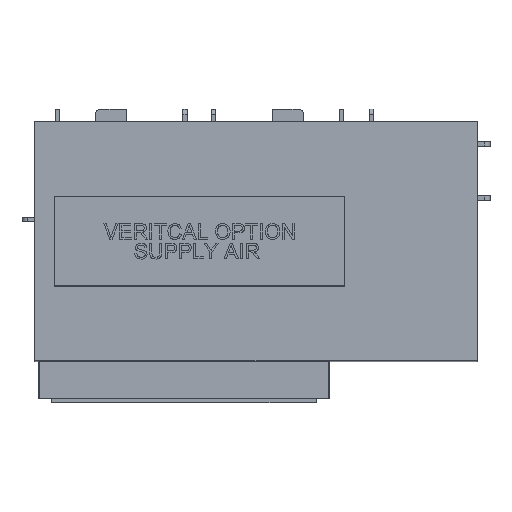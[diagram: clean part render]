
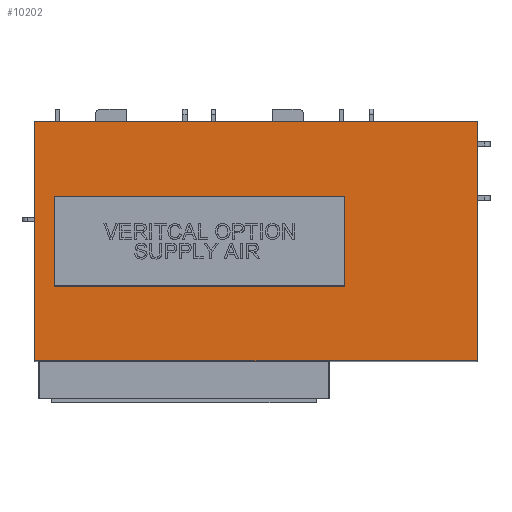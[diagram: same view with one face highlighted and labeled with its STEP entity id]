
A CAD part, top view. The second image highlights one B-rep face of the part: STEP entity #10202.
In plain terms, the highlighted planar face has unit normal (0, 0, 1).
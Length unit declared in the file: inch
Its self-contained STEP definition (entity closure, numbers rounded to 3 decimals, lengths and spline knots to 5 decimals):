
#200=LINE('',#15215,#1057);
#201=LINE('',#15218,#1058);
#202=LINE('',#15220,#1059);
#203=LINE('',#15222,#1060);
#204=LINE('',#15223,#1061);
#205=LINE('',#15226,#1062);
#206=LINE('',#15228,#1063);
#207=LINE('',#15230,#1064);
#1057=VECTOR('',#11530,39.37008);
#1058=VECTOR('',#11531,39.37008);
#1059=VECTOR('',#11532,39.37008);
#1060=VECTOR('',#11533,39.37008);
#1061=VECTOR('',#11534,39.37008);
#1062=VECTOR('',#11535,39.37008);
#1063=VECTOR('',#11536,39.37008);
#1064=VECTOR('',#11537,39.37008);
#2245=ORIENTED_EDGE('',*,*,#5317,.F.);
#2246=ORIENTED_EDGE('',*,*,#5318,.F.);
#2247=ORIENTED_EDGE('',*,*,#5319,.T.);
#2248=ORIENTED_EDGE('',*,*,#5320,.T.);
#2249=ORIENTED_EDGE('',*,*,#5321,.T.);
#2250=ORIENTED_EDGE('',*,*,#5322,.T.);
#2251=ORIENTED_EDGE('',*,*,#5323,.T.);
#2252=ORIENTED_EDGE('',*,*,#5324,.T.);
#5317=EDGE_CURVE('',#6857,#6858,#200,.T.);
#5318=EDGE_CURVE('',#6859,#6857,#201,.T.);
#5319=EDGE_CURVE('',#6859,#6860,#202,.T.);
#5320=EDGE_CURVE('',#6860,#6858,#203,.T.);
#5321=EDGE_CURVE('',#6861,#6862,#204,.T.);
#5322=EDGE_CURVE('',#6862,#6863,#205,.T.);
#5323=EDGE_CURVE('',#6863,#6864,#206,.T.);
#5324=EDGE_CURVE('',#6864,#6861,#207,.T.);
#6857=VERTEX_POINT('',#15216);
#6858=VERTEX_POINT('',#15217);
#6859=VERTEX_POINT('',#15219);
#6860=VERTEX_POINT('',#15221);
#6861=VERTEX_POINT('',#15224);
#6862=VERTEX_POINT('',#15225);
#6863=VERTEX_POINT('',#15227);
#6864=VERTEX_POINT('',#15229);
#8266=EDGE_LOOP('',(#2245,#2246,#2247,#2248));
#8267=EDGE_LOOP('',(#2249,#2250,#2251,#2252));
#8987=FACE_BOUND('',#8266,.T.);
#8988=FACE_BOUND('',#8267,.T.);
#9657=PLANE('',#10837);
#10202=ADVANCED_FACE('',(#8987,#8988),#9657,.T.);
#10837=AXIS2_PLACEMENT_3D('',#15214,#11528,#11529);
#11528=DIRECTION('',(0.,0.,1.));
#11529=DIRECTION('',(1.,0.,0.));
#11530=DIRECTION('',(1.,0.,0.));
#11531=DIRECTION('',(0.,1.,0.));
#11532=DIRECTION('',(1.,0.,0.));
#11533=DIRECTION('',(0.,1.,0.));
#11534=DIRECTION('',(-1.,0.,0.));
#11535=DIRECTION('',(0.,1.,0.));
#11536=DIRECTION('',(1.,0.,0.));
#11537=DIRECTION('',(0.,-1.,0.));
#15214=CARTESIAN_POINT('',(-41.90477,-22.65477,84.7656));
#15215=CARTESIAN_POINT('',(-41.90477,22.65477,84.7656));
#15216=CARTESIAN_POINT('',(-41.90477,22.65477,84.7656));
#15217=CARTESIAN_POINT('',(41.9406,22.65477,84.7656));
#15218=CARTESIAN_POINT('',(-41.90477,-22.65477,84.7656));
#15219=CARTESIAN_POINT('',(-41.90477,-22.65477,84.7656));
#15220=CARTESIAN_POINT('',(-41.90477,-22.65477,84.7656));
#15221=CARTESIAN_POINT('',(41.9406,-22.65477,84.7656));
#15222=CARTESIAN_POINT('',(41.9406,-22.65477,84.7656));
#15223=CARTESIAN_POINT('',(16.7435,-8.4845,84.7656));
#15224=CARTESIAN_POINT('',(16.7435,-8.4845,84.7656));
#15225=CARTESIAN_POINT('',(-38.1755,-8.4845,84.7656));
#15226=CARTESIAN_POINT('',(-38.1755,-8.4845,84.7656));
#15227=CARTESIAN_POINT('',(-38.1755,8.4345,84.7656));
#15228=CARTESIAN_POINT('',(-38.1755,8.4345,84.7656));
#15229=CARTESIAN_POINT('',(16.7435,8.4345,84.7656));
#15230=CARTESIAN_POINT('',(16.7435,8.4345,84.7656));
